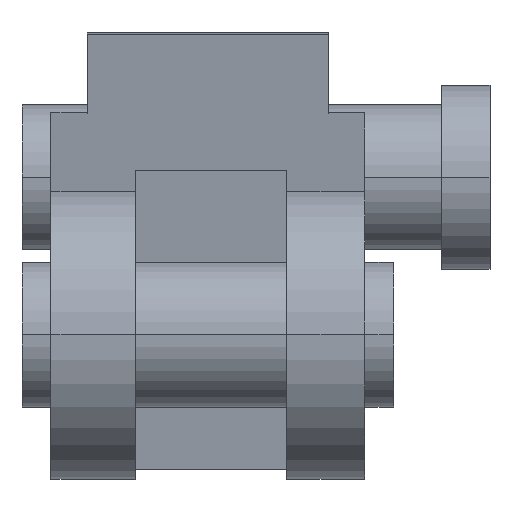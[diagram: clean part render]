
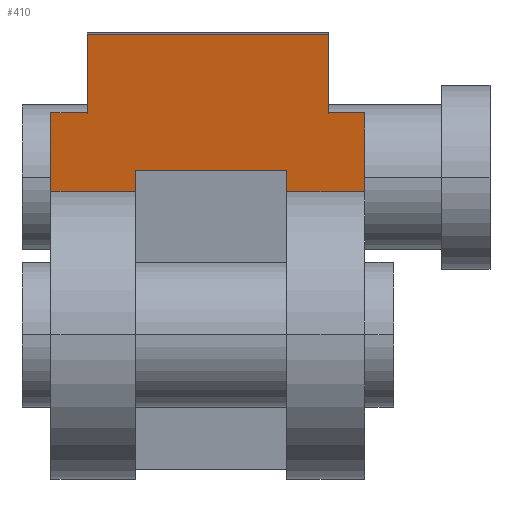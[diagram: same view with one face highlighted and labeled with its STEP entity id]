
A CAD part, top view. The second image highlights one B-rep face of the part: STEP entity #410.
In plain terms, the highlighted planar face has unit normal (0, 0.989, 0.151).
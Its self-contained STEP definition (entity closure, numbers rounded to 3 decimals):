
#5 = LINE ( 'NONE', #480, #597 ) ;
#15 = VECTOR ( 'NONE', #1039, 1000. ) ;
#23 = ORIENTED_EDGE ( 'NONE', *, *, #1097, .F. ) ;
#32 = LINE ( 'NONE', #401, #822 ) ;
#33 = CARTESIAN_POINT ( 'NONE',  ( 25., 1452.656, -2408.469 ) ) ;
#46 = EDGE_CURVE ( 'NONE', #998, #483, #32, .T. ) ;
#69 = VERTEX_POINT ( 'NONE', #1187 ) ;
#100 = DIRECTION ( 'NONE',  ( -1., 0., 0. ) ) ;
#117 = CARTESIAN_POINT ( 'NONE',  ( 32.5, 1059.955, 161.938 ) ) ;
#123 = CARTESIAN_POINT ( 'NONE',  ( -25., 1469.156, -2516.469 ) ) ;
#139 = VECTOR ( 'NONE', #605, 1000. ) ;
#157 = VERTEX_POINT ( 'NONE', #921 ) ;
#186 = PLANE ( 'NONE',  #640 ) ;
#188 = DIRECTION ( 'NONE',  ( 0., 0.151, -0.989 ) ) ;
#190 = VECTOR ( 'NONE', #539, 1000. ) ;
#202 = LINE ( 'NONE', #682, #535 ) ;
#206 = CARTESIAN_POINT ( 'NONE',  ( -32.5, 1469.156, -2516.469 ) ) ;
#221 = LINE ( 'NONE', #33, #339 ) ;
#235 = VECTOR ( 'NONE', #665, 1000. ) ;
#259 = EDGE_CURVE ( 'NONE', #314, #859, #5, .T. ) ;
#269 = CARTESIAN_POINT ( 'NONE',  ( 32.5, 1452.656, -2408.469 ) ) ;
#291 = LINE ( 'NONE', #206, #235 ) ;
#314 = VERTEX_POINT ( 'NONE', #674 ) ;
#339 = VECTOR ( 'NONE', #397, 1000. ) ;
#355 = CARTESIAN_POINT ( 'NONE',  ( 25., 1485.656, -2624.469 ) ) ;
#364 = EDGE_CURVE ( 'NONE', #69, #551, #578, .T. ) ;
#396 = CARTESIAN_POINT ( 'NONE',  ( -25., 1059.955, 161.938 ) ) ;
#397 = DIRECTION ( 'NONE',  ( -1., 0., 0. ) ) ;
#401 = CARTESIAN_POINT ( 'NONE',  ( 25., 1059.955, 161.938 ) ) ;
#410 = ADVANCED_FACE ( 'NONE', ( #1038 ), #186, .T. ) ;
#413 = LINE ( 'NONE', #789, #1204 ) ;
#419 = ORIENTED_EDGE ( 'NONE', *, *, #259, .T. ) ;
#446 = CARTESIAN_POINT ( 'NONE',  ( 0., 1457.063, -2437.317 ) ) ;
#450 = ORIENTED_EDGE ( 'NONE', *, *, #1161, .F. ) ;
#460 = CARTESIAN_POINT ( 'NONE',  ( 25., 1485.656, -2624.469 ) ) ;
#468 = VECTOR ( 'NONE', #1128, 1000. ) ;
#470 = VECTOR ( 'NONE', #100, 1000. ) ;
#480 = CARTESIAN_POINT ( 'NONE',  ( 16.336, 1059.955, 161.938 ) ) ;
#483 = VERTEX_POINT ( 'NONE', #460 ) ;
#535 = VECTOR ( 'NONE', #589, 1000. ) ;
#539 = DIRECTION ( 'NONE',  ( -1., 0., 0. ) ) ;
#550 = EDGE_CURVE ( 'NONE', #157, #314, #836, .T. ) ;
#551 = VERTEX_POINT ( 'NONE', #269 ) ;
#552 = ORIENTED_EDGE ( 'NONE', *, *, #364, .F. ) ;
#578 = LINE ( 'NONE', #117, #15 ) ;
#582 = ORIENTED_EDGE ( 'NONE', *, *, #645, .F. ) ;
#589 = DIRECTION ( 'NONE',  ( 0., -0.151, 0.989 ) ) ;
#596 = LINE ( 'NONE', #355, #139 ) ;
#597 = VECTOR ( 'NONE', #679, 1000. ) ;
#598 = CARTESIAN_POINT ( 'NONE',  ( 32.5, 1469.156, -2516.469 ) ) ;
#605 = DIRECTION ( 'NONE',  ( -1., 0., 0. ) ) ;
#611 = DIRECTION ( 'NONE',  ( 0., -0.151, 0.989 ) ) ;
#620 = EDGE_CURVE ( 'NONE', #1096, #647, #202, .T. ) ;
#640 = AXIS2_PLACEMENT_3D ( 'NONE', #936, #753, #833 ) ;
#645 = EDGE_CURVE ( 'NONE', #1190, #647, #221, .T. ) ;
#647 = VERTEX_POINT ( 'NONE', #784 ) ;
#658 = CARTESIAN_POINT ( 'NONE',  ( -32.5, 1469.156, -2516.469 ) ) ;
#665 = DIRECTION ( 'NONE',  ( 1., 0., 0. ) ) ;
#674 = CARTESIAN_POINT ( 'NONE',  ( 16.336, 1457.063, -2437.317 ) ) ;
#679 = DIRECTION ( 'NONE',  ( 0., -0.151, 0.989 ) ) ;
#682 = CARTESIAN_POINT ( 'NONE',  ( -32.5, 1059.955, 161.938 ) ) ;
#684 = VERTEX_POINT ( 'NONE', #123 ) ;
#739 = EDGE_LOOP ( 'NONE', ( #933, #419, #23, #552, #977, #893, #1079, #1073, #1105, #866, #582, #450 ) ) ;
#753 = DIRECTION ( 'NONE',  ( 0., 0.989, 0.151 ) ) ;
#784 = CARTESIAN_POINT ( 'NONE',  ( -32.5, 1452.656, -2408.469 ) ) ;
#789 = CARTESIAN_POINT ( 'NONE',  ( -15., 1059.955, 161.938 ) ) ;
#793 = LINE ( 'NONE', #598, #190 ) ;
#822 = VECTOR ( 'NONE', #1159, 1000. ) ;
#833 = DIRECTION ( 'NONE',  ( 0., -0.151, 0.989 ) ) ;
#836 = LINE ( 'NONE', #446, #468 ) ;
#842 = EDGE_CURVE ( 'NONE', #483, #1199, #596, .T. ) ;
#848 = CARTESIAN_POINT ( 'NONE',  ( 25., 1469.156, -2516.469 ) ) ;
#859 = VERTEX_POINT ( 'NONE', #1169 ) ;
#866 = ORIENTED_EDGE ( 'NONE', *, *, #620, .T. ) ;
#887 = VECTOR ( 'NONE', #188, 1000. ) ;
#893 = ORIENTED_EDGE ( 'NONE', *, *, #46, .T. ) ;
#921 = CARTESIAN_POINT ( 'NONE',  ( -15., 1457.063, -2437.317 ) ) ;
#933 = ORIENTED_EDGE ( 'NONE', *, *, #550, .T. ) ;
#936 = CARTESIAN_POINT ( 'NONE',  ( 25., 1059.955, 161.938 ) ) ;
#945 = CARTESIAN_POINT ( 'NONE',  ( 25., 1452.656, -2408.469 ) ) ;
#977 = ORIENTED_EDGE ( 'NONE', *, *, #989, .T. ) ;
#989 = EDGE_CURVE ( 'NONE', #69, #998, #793, .T. ) ;
#998 = VERTEX_POINT ( 'NONE', #848 ) ;
#1028 = LINE ( 'NONE', #396, #887 ) ;
#1035 = LINE ( 'NONE', #945, #470 ) ;
#1038 = FACE_OUTER_BOUND ( 'NONE', #739, .T. ) ;
#1039 = DIRECTION ( 'NONE',  ( 0., -0.151, 0.989 ) ) ;
#1062 = EDGE_CURVE ( 'NONE', #684, #1199, #1028, .T. ) ;
#1070 = CARTESIAN_POINT ( 'NONE',  ( -25., 1485.656, -2624.469 ) ) ;
#1073 = ORIENTED_EDGE ( 'NONE', *, *, #1062, .F. ) ;
#1077 = CARTESIAN_POINT ( 'NONE',  ( -15., 1452.656, -2408.469 ) ) ;
#1078 = EDGE_CURVE ( 'NONE', #1096, #684, #291, .T. ) ;
#1079 = ORIENTED_EDGE ( 'NONE', *, *, #842, .T. ) ;
#1096 = VERTEX_POINT ( 'NONE', #658 ) ;
#1097 = EDGE_CURVE ( 'NONE', #551, #859, #1035, .T. ) ;
#1105 = ORIENTED_EDGE ( 'NONE', *, *, #1078, .F. ) ;
#1128 = DIRECTION ( 'NONE',  ( 1., 0., 0. ) ) ;
#1159 = DIRECTION ( 'NONE',  ( 0., 0.151, -0.989 ) ) ;
#1161 = EDGE_CURVE ( 'NONE', #157, #1190, #413, .T. ) ;
#1169 = CARTESIAN_POINT ( 'NONE',  ( 16.336, 1452.656, -2408.469 ) ) ;
#1187 = CARTESIAN_POINT ( 'NONE',  ( 32.5, 1469.156, -2516.469 ) ) ;
#1190 = VERTEX_POINT ( 'NONE', #1077 ) ;
#1199 = VERTEX_POINT ( 'NONE', #1070 ) ;
#1204 = VECTOR ( 'NONE', #611, 1000. ) ;
